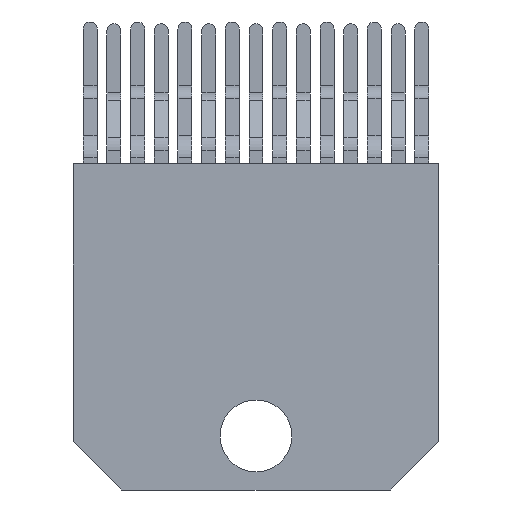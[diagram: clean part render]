
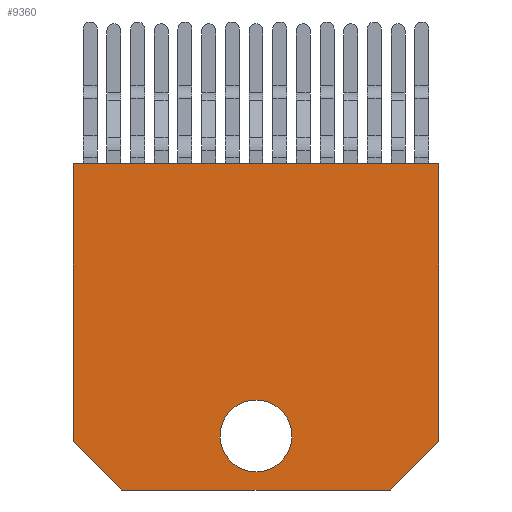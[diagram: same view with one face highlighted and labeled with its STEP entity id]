
A CAD part, front view. The second image highlights one B-rep face of the part: STEP entity #9360.
In plain terms, the highlighted planar face has unit normal (0, -1, 0).
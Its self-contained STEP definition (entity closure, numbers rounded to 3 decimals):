
#65 = CIRCLE ( 'NONE', #6960, 1.925 ) ;
#87 = ORIENTED_EDGE ( 'NONE', *, *, #2884, .F. ) ;
#117 = VECTOR ( 'NONE', #14795, 1000. ) ;
#191 = VECTOR ( 'NONE', #8504, 1000. ) ;
#537 = ORIENTED_EDGE ( 'NONE', *, *, #6851, .F. ) ;
#680 = DIRECTION ( 'NONE',  ( -1., 0., 0. ) ) ;
#684 = VECTOR ( 'NONE', #680, 1000. ) ;
#720 = EDGE_CURVE ( 'NONE', #1511, #8972, #7746, .T. ) ;
#757 = ORIENTED_EDGE ( 'NONE', *, *, #720, .T. ) ;
#863 = CARTESIAN_POINT ( 'NONE',  ( 7.2, 0., -8.75 ) ) ;
#1025 = FACE_OUTER_BOUND ( 'NONE', #16203, .T. ) ;
#1079 = CARTESIAN_POINT ( 'NONE',  ( 0., 0., -3.925 ) ) ;
#1209 = ORIENTED_EDGE ( 'NONE', *, *, #2171, .F. ) ;
#1223 = VERTEX_POINT ( 'NONE', #16610 ) ;
#1317 = EDGE_CURVE ( 'NONE', #8782, #1223, #65, .T. ) ;
#1511 = VERTEX_POINT ( 'NONE', #863 ) ;
#1539 = LINE ( 'NONE', #4447, #16433 ) ;
#1679 = CARTESIAN_POINT ( 'NONE',  ( -9.8, 0., 8.75 ) ) ;
#2063 = DIRECTION ( 'NONE',  ( 0., -1., 0. ) ) ;
#2069 = AXIS2_PLACEMENT_3D ( 'NONE', #10709, #2063, #12161 ) ;
#2171 = EDGE_CURVE ( 'NONE', #1511, #14045, #11757, .T. ) ;
#2318 = ORIENTED_EDGE ( 'NONE', *, *, #5523, .T. ) ;
#2802 = ORIENTED_EDGE ( 'NONE', *, *, #10399, .F. ) ;
#2884 = EDGE_CURVE ( 'NONE', #13528, #14610, #1539, .T. ) ;
#3009 = ORIENTED_EDGE ( 'NONE', *, *, #18336, .T. ) ;
#3889 = ORIENTED_EDGE ( 'NONE', *, *, #1317, .T. ) ;
#4215 = VECTOR ( 'NONE', #10248, 1000. ) ;
#4305 = AXIS2_PLACEMENT_3D ( 'NONE', #8063, #18134, #9536 ) ;
#4379 = CARTESIAN_POINT ( 'NONE',  ( -9.8, 0., -8.75 ) ) ;
#4447 = CARTESIAN_POINT ( 'NONE',  ( -9.8, 0., 8.75 ) ) ;
#4698 = CARTESIAN_POINT ( 'NONE',  ( -7.2, 0., -8.75 ) ) ;
#4839 = FACE_BOUND ( 'NONE', #17192, .T. ) ;
#5523 = EDGE_CURVE ( 'NONE', #8428, #14045, #15530, .T. ) ;
#5646 = VECTOR ( 'NONE', #17594, 1000. ) ;
#6030 = CARTESIAN_POINT ( 'NONE',  ( 9.8, 0., -6.15 ) ) ;
#6851 = EDGE_CURVE ( 'NONE', #14610, #8972, #9077, .T. ) ;
#6960 = AXIS2_PLACEMENT_3D ( 'NONE', #10007, #10715, #11630 ) ;
#7013 = CARTESIAN_POINT ( 'NONE',  ( -7.975, 0., -7.975 ) ) ;
#7508 = CARTESIAN_POINT ( 'NONE',  ( 9.8, 0., 8.75 ) ) ;
#7746 = LINE ( 'NONE', #10361, #117 ) ;
#8060 = CARTESIAN_POINT ( 'NONE',  ( 9.8, 0., 8.75 ) ) ;
#8063 = CARTESIAN_POINT ( 'NONE',  ( 0., 0., -5.85 ) ) ;
#8428 = VERTEX_POINT ( 'NONE', #16897 ) ;
#8504 = DIRECTION ( 'NONE',  ( 0.707, 0., -0.707 ) ) ;
#8782 = VERTEX_POINT ( 'NONE', #1079 ) ;
#8820 = DIRECTION ( 'NONE',  ( 1., 0., 0. ) ) ;
#8972 = VERTEX_POINT ( 'NONE', #6030 ) ;
#9077 = LINE ( 'NONE', #7508, #5646 ) ;
#9360 = ADVANCED_FACE ( 'NONE', ( #4839, #1025 ), #15008, .T. ) ;
#9536 = DIRECTION ( 'NONE',  ( 0., 0., 1. ) ) ;
#10007 = CARTESIAN_POINT ( 'NONE',  ( 0., 0., -5.85 ) ) ;
#10248 = DIRECTION ( 'NONE',  ( 0., 0., 1. ) ) ;
#10361 = CARTESIAN_POINT ( 'NONE',  ( 7.975, 0., -7.975 ) ) ;
#10399 = EDGE_CURVE ( 'NONE', #8428, #13528, #15304, .T. ) ;
#10709 = CARTESIAN_POINT ( 'NONE',  ( 0., 0., 0. ) ) ;
#10715 = DIRECTION ( 'NONE',  ( 0., 1., 0. ) ) ;
#11630 = DIRECTION ( 'NONE',  ( 0., 0., 1. ) ) ;
#11757 = LINE ( 'NONE', #4379, #684 ) ;
#12161 = DIRECTION ( 'NONE',  ( 0., 0., -1. ) ) ;
#13528 = VERTEX_POINT ( 'NONE', #16171 ) ;
#14045 = VERTEX_POINT ( 'NONE', #4698 ) ;
#14610 = VERTEX_POINT ( 'NONE', #8060 ) ;
#14637 = CIRCLE ( 'NONE', #4305, 1.925 ) ;
#14795 = DIRECTION ( 'NONE',  ( 0.707, 0., 0.707 ) ) ;
#15008 = PLANE ( 'NONE',  #2069 ) ;
#15304 = LINE ( 'NONE', #1679, #4215 ) ;
#15530 = LINE ( 'NONE', #7013, #191 ) ;
#16171 = CARTESIAN_POINT ( 'NONE',  ( -9.8, 0., 8.75 ) ) ;
#16203 = EDGE_LOOP ( 'NONE', ( #2802, #2318, #1209, #757, #537, #87 ) ) ;
#16433 = VECTOR ( 'NONE', #8820, 1000. ) ;
#16610 = CARTESIAN_POINT ( 'NONE',  ( 0., 0., -7.775 ) ) ;
#16897 = CARTESIAN_POINT ( 'NONE',  ( -9.8, 0., -6.15 ) ) ;
#17192 = EDGE_LOOP ( 'NONE', ( #3889, #3009 ) ) ;
#17594 = DIRECTION ( 'NONE',  ( 0., 0., -1. ) ) ;
#18134 = DIRECTION ( 'NONE',  ( 0., 1., 0. ) ) ;
#18336 = EDGE_CURVE ( 'NONE', #1223, #8782, #14637, .T. ) ;
